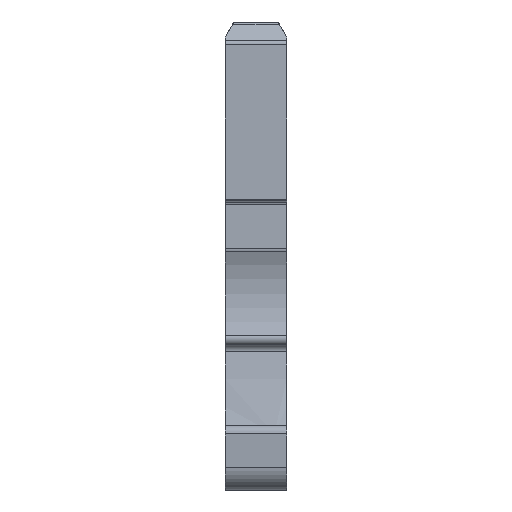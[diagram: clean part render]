
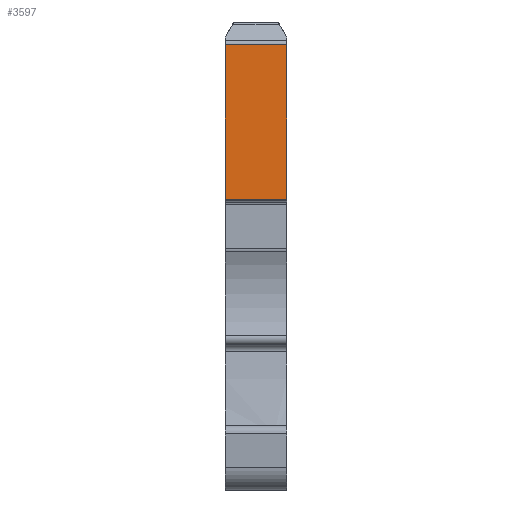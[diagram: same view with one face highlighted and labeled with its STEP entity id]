
A CAD part, front view. The second image highlights one B-rep face of the part: STEP entity #3597.
In plain terms, the highlighted planar face has unit normal (0, -1, 0).
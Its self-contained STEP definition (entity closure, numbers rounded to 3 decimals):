
#3584=AXIS2_PLACEMENT_3D('Plane Axis2P3D',#3581,#3582,#3583) ;
#439=CARTESIAN_POINT('Vertex',(5.,0.099,36.492)) ;
#442=CARTESIAN_POINT('Line Origine',(5.,0.099,30.154)) ;
#446=CARTESIAN_POINT('Vertex',(5.,0.099,23.817)) ;
#2865=CARTESIAN_POINT('Vertex',(0.,0.099,23.817)) ;
#2868=CARTESIAN_POINT('Line Origine',(0.,0.099,30.154)) ;
#2872=CARTESIAN_POINT('Vertex',(0.,0.099,36.492)) ;
#3569=CARTESIAN_POINT('Line Origine',(0.,0.099,36.492)) ;
#3581=CARTESIAN_POINT('Axis2P3D Location',(5.,0.099,23.817)) ;
#3586=CARTESIAN_POINT('Line Origine',(2.5,0.099,23.817)) ;
#443=DIRECTION('Vector Direction',(0.,0.,1.)) ;
#2869=DIRECTION('Vector Direction',(0.,0.,1.)) ;
#3570=DIRECTION('Vector Direction',(1.,0.,0.)) ;
#3582=DIRECTION('Axis2P3D Direction',(0.,-1.,0.)) ;
#3583=DIRECTION('Axis2P3D XDirection',(0.,0.,1.)) ;
#3587=DIRECTION('Vector Direction',(-1.,0.,0.)) ;
#444=VECTOR('Line Direction',#443,1.) ;
#2870=VECTOR('Line Direction',#2869,1.) ;
#3571=VECTOR('Line Direction',#3570,1.) ;
#3588=VECTOR('Line Direction',#3587,1.) ;
#3592=ORIENTED_EDGE('',*,*,#3573,.F.) ;
#3593=ORIENTED_EDGE('',*,*,#2874,.F.) ;
#3594=ORIENTED_EDGE('',*,*,#3590,.F.) ;
#3595=ORIENTED_EDGE('',*,*,#448,.T.) ;
#3597=ADVANCED_FACE('V1',(#3596),#3585,.T.) ;
#448=EDGE_CURVE('',#447,#440,#445,.T.) ;
#2874=EDGE_CURVE('',#2866,#2873,#2871,.T.) ;
#3573=EDGE_CURVE('',#2873,#440,#3572,.T.) ;
#3590=EDGE_CURVE('',#447,#2866,#3589,.T.) ;
#3591=EDGE_LOOP('',(#3592,#3593,#3594,#3595)) ;
#3596=FACE_OUTER_BOUND('',#3591,.T.) ;
#445=LINE('Line',#442,#444) ;
#2871=LINE('Line',#2868,#2870) ;
#3572=LINE('Line',#3569,#3571) ;
#3589=LINE('Line',#3586,#3588) ;
#3585=PLANE('',#3584) ;
#440=VERTEX_POINT('',#439) ;
#447=VERTEX_POINT('',#446) ;
#2866=VERTEX_POINT('',#2865) ;
#2873=VERTEX_POINT('',#2872) ;
